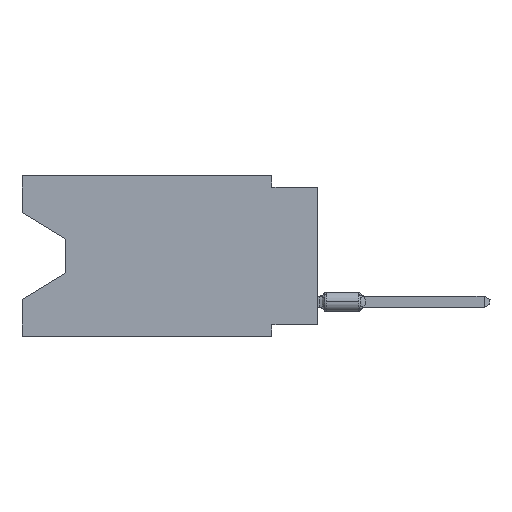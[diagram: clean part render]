
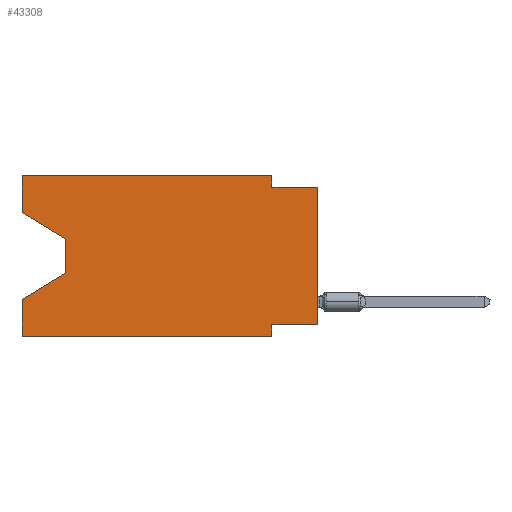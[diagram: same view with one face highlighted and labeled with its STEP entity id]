
A CAD part, left-side view. The second image highlights one B-rep face of the part: STEP entity #43308.
In plain terms, the highlighted planar face has unit normal (-1, 0, 0).
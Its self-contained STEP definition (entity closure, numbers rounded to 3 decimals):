
#410 = LINE ( 'NONE', #11540, #64817 ) ;
#2903 = EDGE_CURVE ( 'NONE', #14734, #28910, #37728, .T. ) ;
#3187 = VECTOR ( 'NONE', #32213, 1000. ) ;
#3544 = AXIS2_PLACEMENT_3D ( 'NONE', #11021, #20698, #31793 ) ;
#3881 = EDGE_CURVE ( 'NONE', #16408, #18827, #56426, .T. ) ;
#3996 = EDGE_CURVE ( 'NONE', #28219, #28910, #53880, .T. ) ;
#4404 = DIRECTION ( 'NONE',  ( 0., -1., 0. ) ) ;
#6365 = EDGE_CURVE ( 'NONE', #18827, #28219, #26707, .T. ) ;
#6475 = VECTOR ( 'NONE', #66429, 1000. ) ;
#7652 = CARTESIAN_POINT ( 'NONE',  ( 0., 16.383, 0. ) ) ;
#9239 = CARTESIAN_POINT ( 'NONE',  ( 0., 16.383, -2.038 ) ) ;
#9374 = LINE ( 'NONE', #51661, #57337 ) ;
#9964 = PLANE ( 'NONE',  #3544 ) ;
#9993 = VECTOR ( 'NONE', #35162, 1000. ) ;
#10927 = CARTESIAN_POINT ( 'NONE',  ( 0., 13.97, -5.385 ) ) ;
#11015 = VECTOR ( 'NONE', #4404, 1000. ) ;
#11021 = CARTESIAN_POINT ( 'NONE',  ( 0., 16.383, 0. ) ) ;
#11379 = ORIENTED_EDGE ( 'NONE', *, *, #3881, .F. ) ;
#11540 = CARTESIAN_POINT ( 'NONE',  ( 0., 16.383, -2.038 ) ) ;
#12747 = VERTEX_POINT ( 'NONE', #9239 ) ;
#13382 = DIRECTION ( 'NONE',  ( 0., 0., 1. ) ) ;
#14103 = CARTESIAN_POINT ( 'NONE',  ( 0., 0., -0.635 ) ) ;
#14734 = VERTEX_POINT ( 'NONE', #45653 ) ;
#15943 = CARTESIAN_POINT ( 'NONE',  ( 0., 2.54, 0. ) ) ;
#16408 = VERTEX_POINT ( 'NONE', #28605 ) ;
#17331 = CARTESIAN_POINT ( 'NONE',  ( 0., 2.54, -8.255 ) ) ;
#18827 = VERTEX_POINT ( 'NONE', #36614 ) ;
#20105 = DIRECTION ( 'NONE',  ( 0., 0., 1. ) ) ;
#20315 = ORIENTED_EDGE ( 'NONE', *, *, #61599, .T. ) ;
#20426 = EDGE_CURVE ( 'NONE', #70198, #48415, #37529, .T. ) ;
#20698 = DIRECTION ( 'NONE',  ( 1., 0., 0. ) ) ;
#20746 = VECTOR ( 'NONE', #66386, 1000. ) ;
#21947 = DIRECTION ( 'NONE',  ( 0., 0., 1. ) ) ;
#22283 = DIRECTION ( 'NONE',  ( 0., -0.855, -0.519 ) ) ;
#22669 = CARTESIAN_POINT ( 'NONE',  ( 0., 2.54, -8.89 ) ) ;
#23442 = DIRECTION ( 'NONE',  ( 0., -1., 0. ) ) ;
#23735 = LINE ( 'NONE', #22669, #20746 ) ;
#24994 = LINE ( 'NONE', #68709, #47269 ) ;
#25854 = ORIENTED_EDGE ( 'NONE', *, *, #50421, .F. ) ;
#26405 = CARTESIAN_POINT ( 'NONE',  ( 0., 16.383, -8.89 ) ) ;
#26707 = LINE ( 'NONE', #15943, #9993 ) ;
#28219 = VERTEX_POINT ( 'NONE', #67781 ) ;
#28605 = CARTESIAN_POINT ( 'NONE',  ( 0., 16.383, 0. ) ) ;
#28855 = ORIENTED_EDGE ( 'NONE', *, *, #50650, .T. ) ;
#28910 = VERTEX_POINT ( 'NONE', #61666 ) ;
#29931 = CARTESIAN_POINT ( 'NONE',  ( 0., 16.383, -6.852 ) ) ;
#30034 = ORIENTED_EDGE ( 'NONE', *, *, #49110, .T. ) ;
#31793 = DIRECTION ( 'NONE',  ( 0., 0., -1. ) ) ;
#32213 = DIRECTION ( 'NONE',  ( 0., 1., 0. ) ) ;
#32343 = CARTESIAN_POINT ( 'NONE',  ( 0., 0., 0. ) ) ;
#35139 = EDGE_CURVE ( 'NONE', #70198, #69565, #9374, .T. ) ;
#35162 = DIRECTION ( 'NONE',  ( 0., 0., -1. ) ) ;
#36614 = CARTESIAN_POINT ( 'NONE',  ( 0., 2.54, 0. ) ) ;
#37529 = LINE ( 'NONE', #26405, #41263 ) ;
#37728 = LINE ( 'NONE', #32343, #68129 ) ;
#38843 = LINE ( 'NONE', #10927, #6475 ) ;
#40371 = EDGE_CURVE ( 'NONE', #14734, #42547, #47652, .T. ) ;
#41263 = VECTOR ( 'NONE', #43253, 1000. ) ;
#42547 = VERTEX_POINT ( 'NONE', #17331 ) ;
#43253 = DIRECTION ( 'NONE',  ( 0., -1., 0. ) ) ;
#43308 = ADVANCED_FACE ( 'NONE', ( #60121 ), #9964, .F. ) ;
#43418 = ORIENTED_EDGE ( 'NONE', *, *, #6365, .F. ) ;
#43944 = ORIENTED_EDGE ( 'NONE', *, *, #20426, .T. ) ;
#45653 = CARTESIAN_POINT ( 'NONE',  ( 0., 0., -8.255 ) ) ;
#46375 = CARTESIAN_POINT ( 'NONE',  ( 0., 16.383, 0. ) ) ;
#47269 = VECTOR ( 'NONE', #58332, 1000. ) ;
#47652 = LINE ( 'NONE', #60177, #3187 ) ;
#48270 = ORIENTED_EDGE ( 'NONE', *, *, #3996, .F. ) ;
#48415 = VERTEX_POINT ( 'NONE', #55597 ) ;
#49110 = EDGE_CURVE ( 'NONE', #64633, #69565, #38843, .T. ) ;
#49368 = CARTESIAN_POINT ( 'NONE',  ( 0., 13.97, -3.505 ) ) ;
#50421 = EDGE_CURVE ( 'NONE', #12747, #16408, #68550, .T. ) ;
#50650 = EDGE_CURVE ( 'NONE', #12747, #54254, #410, .T. ) ;
#51661 = CARTESIAN_POINT ( 'NONE',  ( 0., 16.383, 0. ) ) ;
#51906 = ORIENTED_EDGE ( 'NONE', *, *, #2903, .T. ) ;
#52034 = ORIENTED_EDGE ( 'NONE', *, *, #40371, .F. ) ;
#53521 = VECTOR ( 'NONE', #13382, 1000. ) ;
#53880 = LINE ( 'NONE', #14103, #11015 ) ;
#54254 = VERTEX_POINT ( 'NONE', #49368 ) ;
#54870 = CARTESIAN_POINT ( 'NONE',  ( 0., 13.97, -5.385 ) ) ;
#54900 = CARTESIAN_POINT ( 'NONE',  ( 0., 16.383, -8.89 ) ) ;
#55216 = ORIENTED_EDGE ( 'NONE', *, *, #57523, .F. ) ;
#55597 = CARTESIAN_POINT ( 'NONE',  ( 0., 2.54, -8.89 ) ) ;
#56426 = LINE ( 'NONE', #46375, #67061 ) ;
#57337 = VECTOR ( 'NONE', #20105, 1000. ) ;
#57523 = EDGE_CURVE ( 'NONE', #42547, #48415, #23735, .T. ) ;
#58332 = DIRECTION ( 'NONE',  ( 0., 0., -1. ) ) ;
#59780 = EDGE_LOOP ( 'NONE', ( #28855, #20315, #30034, #63109, #43944, #55216, #52034, #51906, #48270, #43418, #11379, #25854 ) ) ;
#60121 = FACE_OUTER_BOUND ( 'NONE', #59780, .T. ) ;
#60177 = CARTESIAN_POINT ( 'NONE',  ( 0., 0., -8.255 ) ) ;
#61599 = EDGE_CURVE ( 'NONE', #54254, #64633, #24994, .T. ) ;
#61666 = CARTESIAN_POINT ( 'NONE',  ( 0., 0., -0.635 ) ) ;
#63109 = ORIENTED_EDGE ( 'NONE', *, *, #35139, .F. ) ;
#64633 = VERTEX_POINT ( 'NONE', #54870 ) ;
#64817 = VECTOR ( 'NONE', #22283, 1000. ) ;
#66386 = DIRECTION ( 'NONE',  ( 0., 0., -1. ) ) ;
#66429 = DIRECTION ( 'NONE',  ( 0., 0.855, -0.519 ) ) ;
#67061 = VECTOR ( 'NONE', #23442, 1000. ) ;
#67781 = CARTESIAN_POINT ( 'NONE',  ( 0., 2.54, -0.635 ) ) ;
#68129 = VECTOR ( 'NONE', #21947, 1000. ) ;
#68550 = LINE ( 'NONE', #7652, #53521 ) ;
#68709 = CARTESIAN_POINT ( 'NONE',  ( 0., 13.97, -3.505 ) ) ;
#69565 = VERTEX_POINT ( 'NONE', #29931 ) ;
#70198 = VERTEX_POINT ( 'NONE', #54900 ) ;
